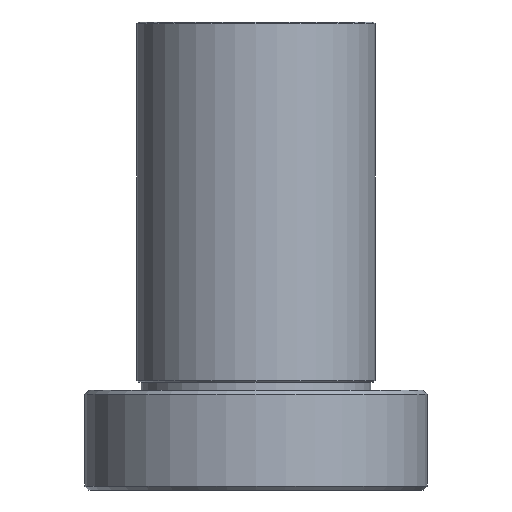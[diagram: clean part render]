
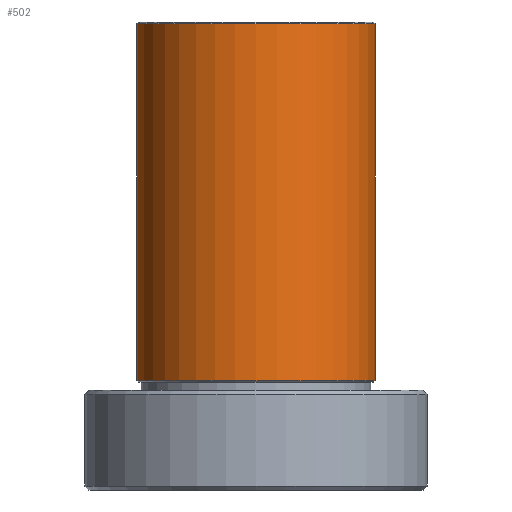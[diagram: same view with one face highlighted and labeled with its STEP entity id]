
A CAD part, front view. The second image highlights one B-rep face of the part: STEP entity #502.
In plain terms, the highlighted cylindrical face has radius 15 mm (diameter 30 mm), a full revolution.
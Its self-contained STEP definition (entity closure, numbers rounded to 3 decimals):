
#193=FACE_BOUND('',#753,.T.);
#194=FACE_BOUND('',#754,.T.);
#298=CYLINDRICAL_SURFACE('',#1825,15.);
#502=ADVANCED_FACE('',(#193,#194),#298,.T.);
#753=EDGE_LOOP('',(#1065));
#754=EDGE_LOOP('',(#1066));
#1065=ORIENTED_EDGE('',*,*,#1485,.T.);
#1066=ORIENTED_EDGE('',*,*,#1486,.T.);
#1320=VERTEX_POINT('',#2766);
#1321=VERTEX_POINT('',#2768);
#1485=EDGE_CURVE('',#1320,#1320,#1630,.T.);
#1486=EDGE_CURVE('',#1321,#1321,#1631,.T.);
#1630=CIRCLE('',#1823,15.);
#1631=CIRCLE('',#1824,15.);
#1823=AXIS2_PLACEMENT_3D('',#2765,#2255,#2256);
#1824=AXIS2_PLACEMENT_3D('',#2767,#2257,#2258);
#1825=AXIS2_PLACEMENT_3D('',#2769,#2259,#2260);
#2255=DIRECTION('',(0.,0.,-1.));
#2256=DIRECTION('',(-1.,0.,0.));
#2257=DIRECTION('',(0.,0.,1.));
#2258=DIRECTION('',(1.,0.,0.));
#2259=DIRECTION('',(0.,0.,-1.));
#2260=DIRECTION('',(-1.,0.,0.));
#2765=CARTESIAN_POINT('',(0.,0.,57.575));
#2766=CARTESIAN_POINT('',(-15.,0.,57.575));
#2767=CARTESIAN_POINT('',(0.,0.,12.747));
#2768=CARTESIAN_POINT('',(15.,0.,12.747));
#2769=CARTESIAN_POINT('',(0.,0.,0.));
